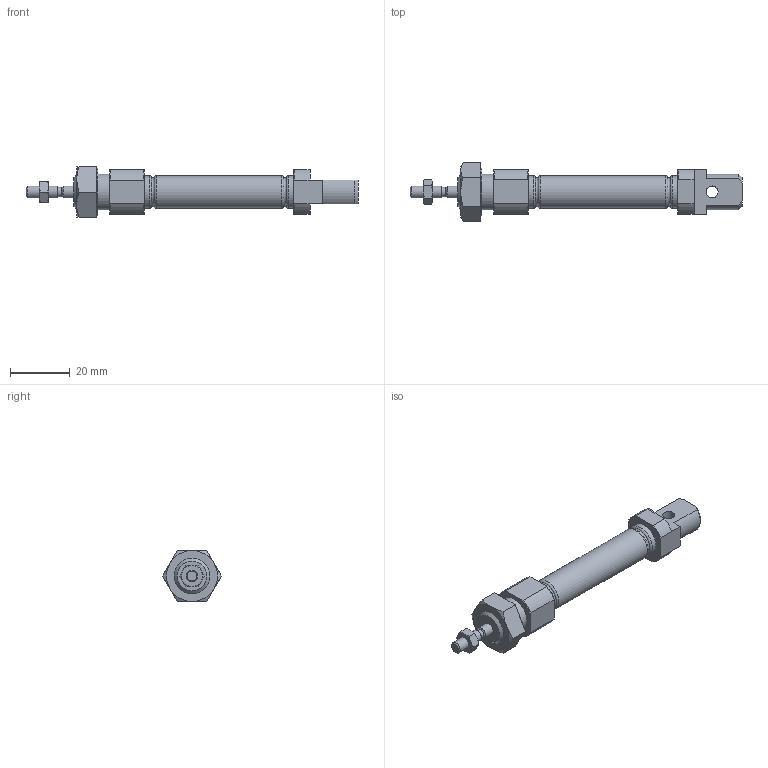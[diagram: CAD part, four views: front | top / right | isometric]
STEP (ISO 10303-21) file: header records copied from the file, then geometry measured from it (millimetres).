
FILE_DESCRIPTION( ( 'STEP AP203' ), '1' );
FILE_NAME( 'IA10X25-0-CA()(0).stp', '2021-10-12T01:58:13', ( 'License CC BY-ND 4.0' ), ( 'CADENAS' ), ' ', 'PARTsolutions', ' ' );
FILE_SCHEMA( ( 'CONFIG_CONTROL_DESIGN' ) );
Length unit declared in the file: millimetre
Products named in the file (3): IA10X25-0-CA()(0); _10X25-CA()_ia_body; _10X25-0_rod
Assembly tree (2 placements, depth 2):
  IA10X25-0-CA()(0)
    _10X25-CA()_ia_body
    _10X25-0_rod
Bounding box: 111 x 19.63 x 17 mm (x, y, z)
Volume: 10238.7 mm3; surface area: 8190.4 mm2
Topology: 2 solids, 2 shells, 120 faces, 278 edges, 173 vertices
Faces by surface type: plane 44, cone 43, cylinder 27, torus 6
Full cylindrical faces by diameter (mm): 2 x1, 3.2 x1, 4 x6, 4.134 x2, 10 x2, 11 x3, 12 x1, 16 x1
Entity records: 3538 total; most frequent: CARTESIAN_POINT 913, DIRECTION 512, ORIENTED_EDGE 484, EDGE_CURVE 242, AXIS2_PLACEMENT_3D 222, VERTEX_POINT 169, EDGE_LOOP 168, FACE_OUTER_BOUND 143
